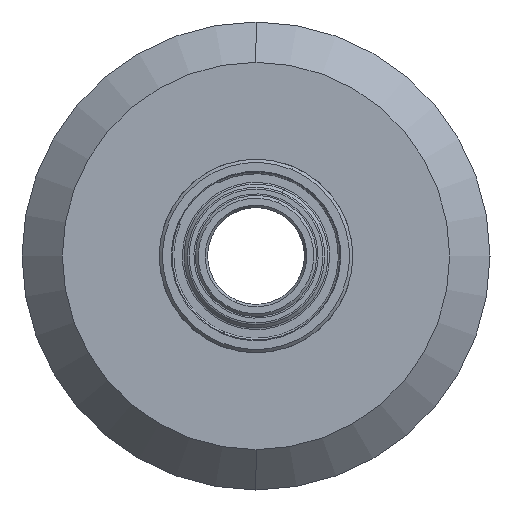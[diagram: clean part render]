
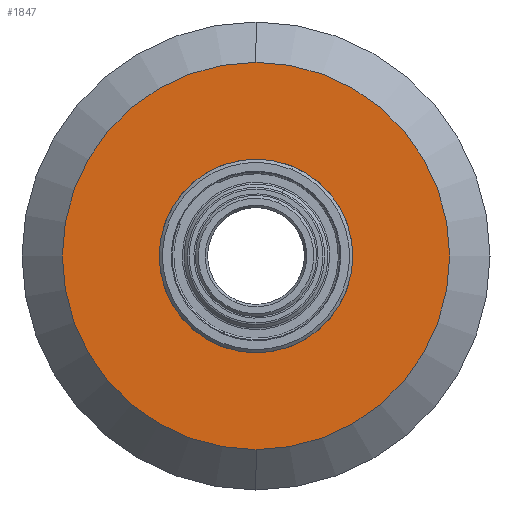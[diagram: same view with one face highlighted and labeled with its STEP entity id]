
A CAD part, left-side view. The second image highlights one B-rep face of the part: STEP entity #1847.
In plain terms, the highlighted planar face has unit normal (-1, 0, 0).
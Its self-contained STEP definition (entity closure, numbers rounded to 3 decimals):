
#8 = EDGE_CURVE ( 'NONE', #725, #2220, #1503, .T. ) ;
#165 = EDGE_CURVE ( 'NONE', #2230, #266, #184, .T. ) ;
#184 = CIRCLE ( 'NONE', #1051, 12. ) ;
#199 = FACE_BOUND ( 'NONE', #1881, .T. ) ;
#266 = VERTEX_POINT ( 'NONE', #339 ) ;
#329 = EDGE_CURVE ( 'NONE', #2220, #725, #2871, .T. ) ;
#339 = CARTESIAN_POINT ( 'NONE',  ( -5., 0., 12. ) ) ;
#342 = CIRCLE ( 'NONE', #2396, 12. ) ;
#399 = DIRECTION ( 'NONE',  ( 0., 0., -1. ) ) ;
#432 = AXIS2_PLACEMENT_3D ( 'NONE', #1717, #1510, #399 ) ;
#462 = FACE_OUTER_BOUND ( 'NONE', #2280, .T. ) ;
#498 = ORIENTED_EDGE ( 'NONE', *, *, #1176, .T. ) ;
#632 = ORIENTED_EDGE ( 'NONE', *, *, #8, .T. ) ;
#691 = DIRECTION ( 'NONE',  ( -1., 0., 0. ) ) ;
#725 = VERTEX_POINT ( 'NONE', #2825 ) ;
#730 = CARTESIAN_POINT ( 'NONE',  ( -5., 0., 0. ) ) ;
#748 = DIRECTION ( 'NONE',  ( -1., 0., 0. ) ) ;
#981 = DIRECTION ( 'NONE',  ( 0., 0., 1. ) ) ;
#1051 = AXIS2_PLACEMENT_3D ( 'NONE', #730, #748, #981 ) ;
#1110 = CARTESIAN_POINT ( 'NONE',  ( -5., 0., -6. ) ) ;
#1171 = PLANE ( 'NONE',  #1943 ) ;
#1173 = DIRECTION ( 'NONE',  ( 1., 0., 0. ) ) ;
#1176 = EDGE_CURVE ( 'NONE', #266, #2230, #342, .T. ) ;
#1503 = CIRCLE ( 'NONE', #1806, 6. ) ;
#1510 = DIRECTION ( 'NONE',  ( 1., 0., 0. ) ) ;
#1553 = DIRECTION ( 'NONE',  ( 0., 0., 1. ) ) ;
#1678 = ORIENTED_EDGE ( 'NONE', *, *, #165, .T. ) ;
#1717 = CARTESIAN_POINT ( 'NONE',  ( -5., 0., 0. ) ) ;
#1770 = DIRECTION ( 'NONE',  ( -1., 0., 0. ) ) ;
#1806 = AXIS2_PLACEMENT_3D ( 'NONE', #2504, #1173, #2249 ) ;
#1847 = ADVANCED_FACE ( 'NONE', ( #199, #462 ), #1171, .T. ) ;
#1881 = EDGE_LOOP ( 'NONE', ( #632, #2057 ) ) ;
#1943 = AXIS2_PLACEMENT_3D ( 'NONE', #2234, #691, #1553 ) ;
#2057 = ORIENTED_EDGE ( 'NONE', *, *, #329, .T. ) ;
#2220 = VERTEX_POINT ( 'NONE', #1110 ) ;
#2230 = VERTEX_POINT ( 'NONE', #2438 ) ;
#2234 = CARTESIAN_POINT ( 'NONE',  ( -5., 0., 0. ) ) ;
#2249 = DIRECTION ( 'NONE',  ( 0., 0., -1. ) ) ;
#2280 = EDGE_LOOP ( 'NONE', ( #1678, #498 ) ) ;
#2396 = AXIS2_PLACEMENT_3D ( 'NONE', #2708, #1770, #2508 ) ;
#2438 = CARTESIAN_POINT ( 'NONE',  ( -5., 0., -12. ) ) ;
#2504 = CARTESIAN_POINT ( 'NONE',  ( -5., 0., 0. ) ) ;
#2508 = DIRECTION ( 'NONE',  ( 0., 0., 1. ) ) ;
#2708 = CARTESIAN_POINT ( 'NONE',  ( -5., 0., 0. ) ) ;
#2825 = CARTESIAN_POINT ( 'NONE',  ( -5., 0., 6. ) ) ;
#2871 = CIRCLE ( 'NONE', #432, 6. ) ;
